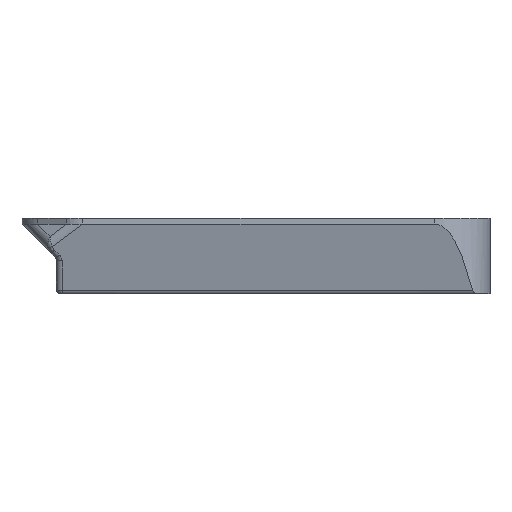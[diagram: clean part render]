
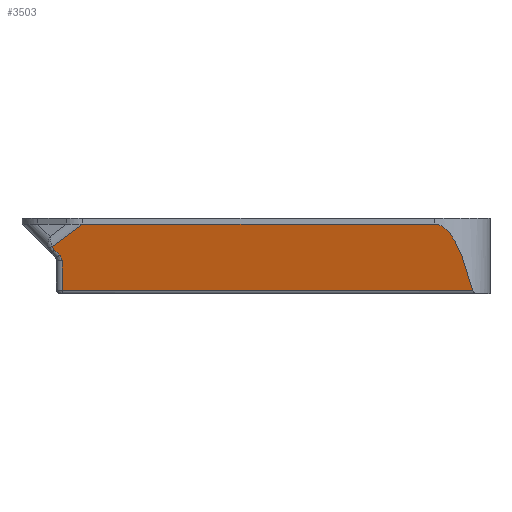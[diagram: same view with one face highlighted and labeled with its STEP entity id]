
A CAD part, left-side view. The second image highlights one B-rep face of the part: STEP entity #3503.
In plain terms, the highlighted planar face has unit normal (-0.974, 0, -0.225).
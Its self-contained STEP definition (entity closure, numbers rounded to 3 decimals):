
#206=ELLIPSE('',#3680,44.454,10.);
#231=ELLIPSE('',#3810,1.253,1.006);
#232=ELLIPSE('',#3811,1.541,1.502);
#481=FACE_OUTER_BOUND('',#693,.T.);
#693=EDGE_LOOP('',(#2807,#2808,#2809,#2810,#2811,#2812,#2813,#2814));
#913=LINE('',#5293,#1215);
#956=LINE('',#5510,#1258);
#1005=LINE('',#6123,#1307);
#1006=LINE('',#6127,#1308);
#1007=LINE('',#6130,#1309);
#1215=VECTOR('',#4204,10.);
#1258=VECTOR('',#4313,69.);
#1307=VECTOR('',#4544,7.472);
#1308=VECTOR('',#4547,1.285);
#1309=VECTOR('',#4550,5.432);
#1509=VERTEX_POINT('',#5261);
#1510=VERTEX_POINT('',#5262);
#1515=VERTEX_POINT('',#5291);
#1576=VERTEX_POINT('',#5494);
#1643=VERTEX_POINT('',#6122);
#1644=VERTEX_POINT('',#6124);
#1645=VERTEX_POINT('',#6126);
#1646=VERTEX_POINT('',#6128);
#1862=EDGE_CURVE('',#1509,#1510,#206,.T.);
#1871=EDGE_CURVE('',#1510,#1515,#913,.T.);
#1947=EDGE_CURVE('',#1509,#1576,#956,.T.);
#2064=EDGE_CURVE('',#1515,#1643,#1005,.T.);
#2065=EDGE_CURVE('',#1643,#1644,#231,.T.);
#2066=EDGE_CURVE('',#1644,#1645,#1006,.T.);
#2067=EDGE_CURVE('',#1645,#1646,#232,.F.);
#2068=EDGE_CURVE('',#1646,#1576,#1007,.T.);
#2807=ORIENTED_EDGE('',*,*,#1862,.T.);
#2808=ORIENTED_EDGE('',*,*,#1871,.T.);
#2809=ORIENTED_EDGE('',*,*,#2064,.T.);
#2810=ORIENTED_EDGE('',*,*,#2065,.T.);
#2811=ORIENTED_EDGE('',*,*,#2066,.T.);
#2812=ORIENTED_EDGE('',*,*,#2067,.T.);
#2813=ORIENTED_EDGE('',*,*,#2068,.T.);
#2814=ORIENTED_EDGE('',*,*,#1947,.F.);
#3386=PLANE('',#3809);
#3503=ADVANCED_FACE('',(#481),#3386,.F.);
#3680=AXIS2_PLACEMENT_3D('',#5263,#4189,#4190);
#3809=AXIS2_PLACEMENT_3D('',#6121,#4542,#4543);
#3810=AXIS2_PLACEMENT_3D('',#6125,#4545,#4546);
#3811=AXIS2_PLACEMENT_3D('',#6129,#4548,#4549);
#4189=DIRECTION('center_axis',(-0.974,0.,-0.225));
#4190=DIRECTION('ref_axis',(-0.225,0.,0.974));
#4204=DIRECTION('',(0.,1.,0.));
#4313=DIRECTION('',(0.,1.,0.));
#4542=DIRECTION('center_axis',(0.974,0.,0.225));
#4543=DIRECTION('ref_axis',(0.,1.,0.));
#4544=DIRECTION('',(0.138,0.791,-0.596));
#4545=DIRECTION('center_axis',(-0.974,0.,
-0.225));
#4546=DIRECTION('ref_axis',(-0.122,0.84,0.528));
#4547=DIRECTION('',(0.161,-0.698,-0.698));
#4548=DIRECTION('center_axis',(-0.974,0.,
-0.225));
#4549=DIRECTION('ref_axis',(0.225,0.011,-0.974));
#4550=DIRECTION('',(0.225,0.,-0.974));
#5261=CARTESIAN_POINT('',(-113.929,-10.573,0.775));
#5262=CARTESIAN_POINT('',(-116.682,-3.682,12.7));
#5263=CARTESIAN_POINT('Origin',(-106.682,-3.682,-30.615));
#5291=CARTESIAN_POINT('',(-116.682,59.538,12.7));
#5293=CARTESIAN_POINT('',(-116.682,11.84,12.7));
#5494=CARTESIAN_POINT('',(-113.929,63.25,0.775));
#5510=CARTESIAN_POINT('',(-113.929,-5.75,0.775));
#6121=CARTESIAN_POINT('Origin',(-113.75,0.,0.));
#6122=CARTESIAN_POINT('',(-115.743,64.934,8.632));
#6123=CARTESIAN_POINT('',(-116.771,59.024,13.088));
#6124=CARTESIAN_POINT('',(-115.603,64.586,8.025));
#6125=CARTESIAN_POINT('Origin',(-115.744,63.773,8.635));
#6126=CARTESIAN_POINT('',(-115.396,63.689,7.129));
#6127=CARTESIAN_POINT('',(-115.603,64.586,8.025));
#6128=CARTESIAN_POINT('',(-115.151,63.25,6.068));
#6129=CARTESIAN_POINT('Origin',(-115.151,64.752,6.067));
#6130=CARTESIAN_POINT('',(-115.151,63.25,6.068));
